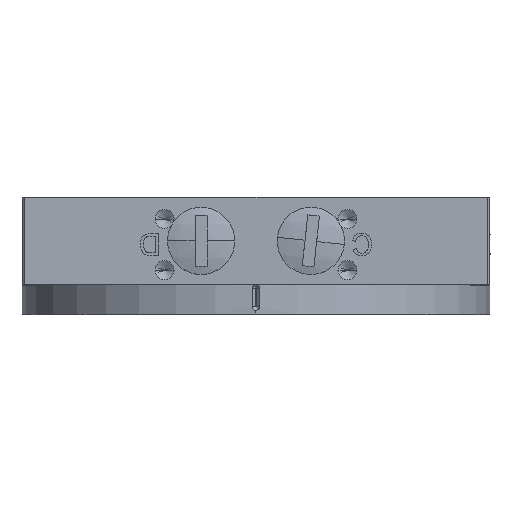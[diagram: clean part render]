
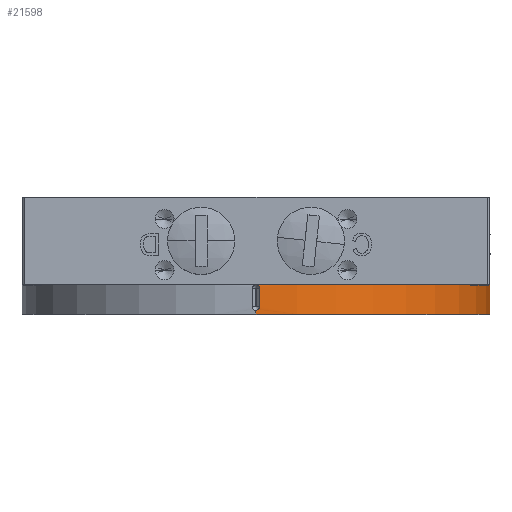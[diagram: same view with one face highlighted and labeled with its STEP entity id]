
A CAD part, top view. The second image highlights one B-rep face of the part: STEP entity #21598.
In plain terms, the highlighted cylindrical face has radius 32 mm (diameter 64 mm), a partial arc.
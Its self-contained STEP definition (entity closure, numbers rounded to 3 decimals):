
#283 = EDGE_CURVE ( 'NONE', #36601, #8987, #9183, .T. ) ;
#374 = DIRECTION ( 'NONE',  ( 0., 1., 0. ) ) ;
#1341 = FACE_OUTER_BOUND ( 'NONE', #10167, .T. ) ;
#1575 = DIRECTION ( 'NONE',  ( 0., 1., 0. ) ) ;
#1590 = VERTEX_POINT ( 'NONE', #25203 ) ;
#2876 = AXIS2_PLACEMENT_3D ( 'NONE', #31471, #14441, #34325 ) ;
#3366 = VERTEX_POINT ( 'NONE', #31975 ) ;
#3537 = CARTESIAN_POINT ( 'NONE',  ( 0.26, -12.055, 31.999 ) ) ;
#5052 = VERTEX_POINT ( 'NONE', #16919 ) ;
#6405 = CARTESIAN_POINT ( 'NONE',  ( 0.496, -12.37, 31.996 ) ) ;
#6421 = EDGE_CURVE ( 'NONE', #1590, #3366, #20485, .T. ) ;
#7251 = LINE ( 'NONE', #18372, #28144 ) ;
#8048 = CARTESIAN_POINT ( 'NONE',  ( 0.496, -15., 31.996 ) ) ;
#8200 = VERTEX_POINT ( 'NONE', #20348 ) ;
#8238 = VECTOR ( 'NONE', #1575, 1000. ) ;
#8987 = VERTEX_POINT ( 'NONE', #19289 ) ;
#9183 = LINE ( 'NONE', #21747, #15888 ) ;
#9440 = EDGE_CURVE ( 'NONE', #35686, #8200, #13412, .T. ) ;
#9514 = DIRECTION ( 'NONE',  ( 0., 0., 1. ) ) ;
#10167 = EDGE_LOOP ( 'NONE', ( #18786, #29196, #18083, #10733, #25888, #19330, #12873, #29862 ) ) ;
#10733 = ORIENTED_EDGE ( 'NONE', *, *, #6421, .F. ) ;
#11085 = CARTESIAN_POINT ( 'NONE',  ( 0., -16., -32. ) ) ;
#12325 = EDGE_CURVE ( 'NONE', #13708, #8200, #22473, .T. ) ;
#12434 = DIRECTION ( 'NONE',  ( 0., 1., 0. ) ) ;
#12873 = ORIENTED_EDGE ( 'NONE', *, *, #9440, .T. ) ;
#13412 = B_SPLINE_CURVE_WITH_KNOTS ( 'NONE', 3,
 ( #13903, #36648, #31071, #14012, #33941, #16906 ),
 .UNSPECIFIED., .F., .F.,
 ( 4, 2, 4 ),
 ( 0., 0., 0.001 ),
 .UNSPECIFIED. ) ;
#13708 = VERTEX_POINT ( 'NONE', #29160 ) ;
#13903 = CARTESIAN_POINT ( 'NONE',  ( 0.496, -15., 31.996 ) ) ;
#14012 = CARTESIAN_POINT ( 'NONE',  ( 0.26, -15.445, 31.999 ) ) ;
#14441 = DIRECTION ( 'NONE',  ( 0., 1., 0. ) ) ;
#15247 = DIRECTION ( 'NONE',  ( 0., 1., 0. ) ) ;
#15579 = CYLINDRICAL_SURFACE ( 'NONE', #26285, 32. ) ;
#15769 = CARTESIAN_POINT ( 'NONE',  ( 0., -1.239, 32. ) ) ;
#15888 = VECTOR ( 'NONE', #12434, 1000. ) ;
#16829 = DIRECTION ( 'NONE',  ( 0., 1., 0. ) ) ;
#16906 = CARTESIAN_POINT ( 'NONE',  ( 0., -15.5, 32. ) ) ;
#16919 = CARTESIAN_POINT ( 'NONE',  ( 0.496, -12.5, 31.996 ) ) ;
#17432 = CARTESIAN_POINT ( 'NONE',  ( 0., -12., 0. ) ) ;
#17720 = CARTESIAN_POINT ( 'NONE',  ( 0., -12., 32. ) ) ;
#18083 = ORIENTED_EDGE ( 'NONE', *, *, #20806, .F. ) ;
#18372 = CARTESIAN_POINT ( 'NONE',  ( 0.496, -1.239, 31.996 ) ) ;
#18786 = ORIENTED_EDGE ( 'NONE', *, *, #20923, .T. ) ;
#19289 = CARTESIAN_POINT ( 'NONE',  ( 0., -12., -32. ) ) ;
#19330 = ORIENTED_EDGE ( 'NONE', *, *, #20121, .T. ) ;
#20121 = EDGE_CURVE ( 'NONE', #5052, #35686, #7251, .T. ) ;
#20269 = DIRECTION ( 'NONE',  ( 0., 0., 1. ) ) ;
#20348 = CARTESIAN_POINT ( 'NONE',  ( 0., -15.5, 32. ) ) ;
#20485 = CIRCLE ( 'NONE', #30654, 32. ) ;
#20508 = EDGE_CURVE ( 'NONE', #1590, #5052, #30590, .T. ) ;
#20806 = EDGE_CURVE ( 'NONE', #3366, #8987, #24563, .T. ) ;
#20923 = EDGE_CURVE ( 'NONE', #13708, #36601, #21839, .T. ) ;
#21222 = DIRECTION ( 'NONE',  ( 0., -1., 0. ) ) ;
#21598 = ADVANCED_FACE ( 'NONE', ( #1341 ), #15579, .T. ) ;
#21747 = CARTESIAN_POINT ( 'NONE',  ( 0., -1.239, -32. ) ) ;
#21839 = CIRCLE ( 'NONE', #2876, 32. ) ;
#22473 = LINE ( 'NONE', #15769, #8238 ) ;
#23438 = CARTESIAN_POINT ( 'NONE',  ( 0.443, -12.24, 31.997 ) ) ;
#24563 = CIRCLE ( 'NONE', #26488, 32. ) ;
#25203 = CARTESIAN_POINT ( 'NONE',  ( 0., -12., 32. ) ) ;
#25888 = ORIENTED_EDGE ( 'NONE', *, *, #20508, .T. ) ;
#26285 = AXIS2_PLACEMENT_3D ( 'NONE', #29441, #15247, #9514 ) ;
#26311 = CARTESIAN_POINT ( 'NONE',  ( 0.496, -12.5, 31.996 ) ) ;
#26488 = AXIS2_PLACEMENT_3D ( 'NONE', #33858, #16829, #36685 ) ;
#28144 = VECTOR ( 'NONE', #21222, 1000. ) ;
#29160 = CARTESIAN_POINT ( 'NONE',  ( 0., -16., 32. ) ) ;
#29196 = ORIENTED_EDGE ( 'NONE', *, *, #283, .T. ) ;
#29441 = CARTESIAN_POINT ( 'NONE',  ( 0., -1.239, 0. ) ) ;
#29862 = ORIENTED_EDGE ( 'NONE', *, *, #12325, .F. ) ;
#30590 = B_SPLINE_CURVE_WITH_KNOTS ( 'NONE', 3,
 ( #17720, #34737, #3537, #23438, #6405, #26311 ),
 .UNSPECIFIED., .F., .F.,
 ( 4, 2, 4 ),
 ( 0.001, 0.001, 0.002 ),
 .UNSPECIFIED. ) ;
#30654 = AXIS2_PLACEMENT_3D ( 'NONE', #17432, #374, #20269 ) ;
#31071 = CARTESIAN_POINT ( 'NONE',  ( 0.443, -15.26, 31.997 ) ) ;
#31471 = CARTESIAN_POINT ( 'NONE',  ( 0., -16., 0. ) ) ;
#31975 = CARTESIAN_POINT ( 'NONE',  ( 32., -12., 0. ) ) ;
#33858 = CARTESIAN_POINT ( 'NONE',  ( 0., -12., 0. ) ) ;
#33941 = CARTESIAN_POINT ( 'NONE',  ( 0.131, -15.5, 32. ) ) ;
#34325 = DIRECTION ( 'NONE',  ( 0., 0., 1. ) ) ;
#34737 = CARTESIAN_POINT ( 'NONE',  ( 0.131, -12., 32. ) ) ;
#35686 = VERTEX_POINT ( 'NONE', #8048 ) ;
#36601 = VERTEX_POINT ( 'NONE', #11085 ) ;
#36648 = CARTESIAN_POINT ( 'NONE',  ( 0.496, -15.13, 31.996 ) ) ;
#36685 = DIRECTION ( 'NONE',  ( 0., 0., 1. ) ) ;
